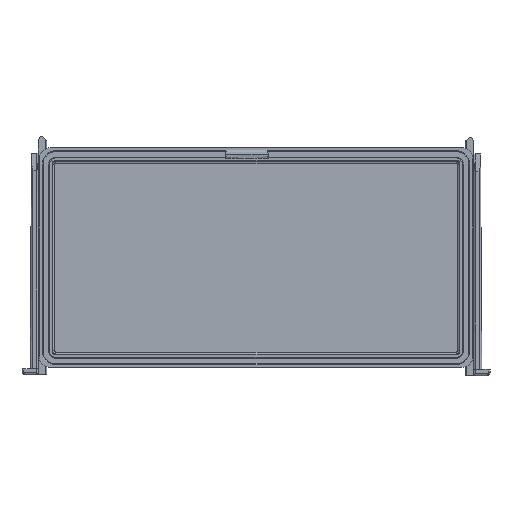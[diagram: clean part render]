
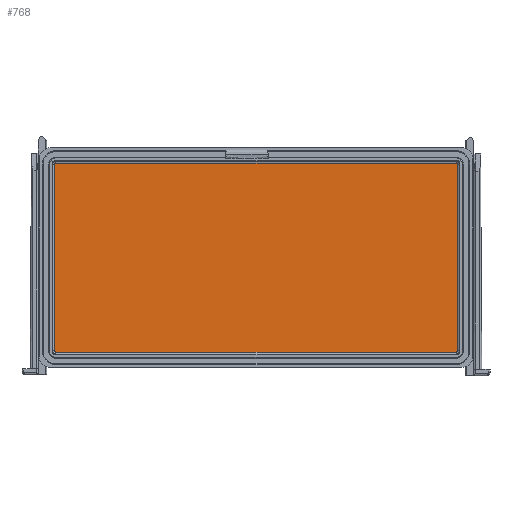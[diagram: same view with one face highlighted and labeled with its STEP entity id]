
A CAD part, front view. The second image highlights one B-rep face of the part: STEP entity #768.
In plain terms, the highlighted planar face has unit normal (0, -1, 0).
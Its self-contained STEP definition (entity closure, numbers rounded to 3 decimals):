
#768 = ADVANCED_FACE ( 'NONE', ( #5929 ), #5991, .T. ) ;
#986 = ORIENTED_EDGE ( 'NONE', *, *, #1018, .T. ) ;
#996 = ORIENTED_EDGE ( 'NONE', *, *, #997, .T. ) ;
#997 = EDGE_CURVE ( 'NONE', #1002, #998, #3992, .T. ) ;
#998 = VERTEX_POINT ( 'NONE', #3994 ) ;
#999 = EDGE_LOOP ( 'NONE', ( #1026, #986, #1191, #1060, #1000, #996, #1061, #1014 ) ) ;
#1000 = ORIENTED_EDGE ( 'NONE', *, *, #1001, .T. ) ;
#1001 = EDGE_CURVE ( 'NONE', #1193, #1002, #3993, .T. ) ;
#1002 = VERTEX_POINT ( 'NONE', #3984 ) ;
#1014 = ORIENTED_EDGE ( 'NONE', *, *, #1015, .T. ) ;
#1015 = EDGE_CURVE ( 'NONE', #1063, #1037, #4095, .T. ) ;
#1018 = EDGE_CURVE ( 'NONE', #1052, #1038, #4183, .T. ) ;
#1026 = ORIENTED_EDGE ( 'NONE', *, *, #1036, .T. ) ;
#1031 = VERTEX_POINT ( 'NONE', #4155 ) ;
#1036 = EDGE_CURVE ( 'NONE', #1037, #1052, #4144, .T. ) ;
#1037 = VERTEX_POINT ( 'NONE', #4140 ) ;
#1038 = VERTEX_POINT ( 'NONE', #4139 ) ;
#1048 = EDGE_CURVE ( 'NONE', #1031, #1193, #4116, .T. ) ;
#1052 = VERTEX_POINT ( 'NONE', #4106 ) ;
#1060 = ORIENTED_EDGE ( 'NONE', *, *, #1048, .T. ) ;
#1061 = ORIENTED_EDGE ( 'NONE', *, *, #1062, .T. ) ;
#1062 = EDGE_CURVE ( 'NONE', #998, #1063, #4198, .T. ) ;
#1063 = VERTEX_POINT ( 'NONE', #4194 ) ;
#1191 = ORIENTED_EDGE ( 'NONE', *, *, #1192, .T. ) ;
#1192 = EDGE_CURVE ( 'NONE', #1038, #1031, #4491, .T. ) ;
#1193 = VERTEX_POINT ( 'NONE', #4485 ) ;
#3984 = CARTESIAN_POINT ( 'NONE',  ( -92.454, 12., -42.904 ) ) ;
#3985 = DIRECTION ( 'NONE',  ( 0., 0., -1. ) ) ;
#3986 = VECTOR ( 'NONE', #3985, 1000. ) ;
#3987 = CARTESIAN_POINT ( 'NONE',  ( -92.454, 12., -44.5 ) ) ;
#3988 = CARTESIAN_POINT ( 'NONE',  ( -91.954, 12., -43.404 ) ) ;
#3989 = CARTESIAN_POINT ( 'NONE',  ( -92.247, 12., -43.404 ) ) ;
#3990 = CARTESIAN_POINT ( 'NONE',  ( -92.454, 12., -43.197 ) ) ;
#3991 = CARTESIAN_POINT ( 'NONE',  ( -92.454, 12., -42.904 ) ) ;
#3992 =( BOUNDED_CURVE ( )  B_SPLINE_CURVE ( 3, ( #3991, #3990, #3989, #3988 ),
 .UNSPECIFIED., .F., .T. ) 
 B_SPLINE_CURVE_WITH_KNOTS ( ( 4, 4 ),
 ( 2.356, 3.927 ),
 .UNSPECIFIED. ) 
 CURVE ( )  GEOMETRIC_REPRESENTATION_ITEM ( )  RATIONAL_B_SPLINE_CURVE ( ( 1., 0.805, 0.805, 1. ) ) 
 REPRESENTATION_ITEM ( '' )  );
#3993 = LINE ( 'NONE', #3987, #3986 ) ;
#3994 = CARTESIAN_POINT ( 'NONE',  ( -91.954, 12., -43.404 ) ) ;
#4091 = CARTESIAN_POINT ( 'NONE',  ( 92.454, 12., -42.904 ) ) ;
#4092 = CARTESIAN_POINT ( 'NONE',  ( 92.454, 12., -43.197 ) ) ;
#4093 = CARTESIAN_POINT ( 'NONE',  ( 92.247, 12., -43.404 ) ) ;
#4094 = CARTESIAN_POINT ( 'NONE',  ( 91.954, 12., -43.404 ) ) ;
#4095 =( BOUNDED_CURVE ( )  B_SPLINE_CURVE ( 3, ( #4094, #4093, #4092, #4091 ),
 .UNSPECIFIED., .F., .T. ) 
 B_SPLINE_CURVE_WITH_KNOTS ( ( 4, 4 ),
 ( 2.356, 3.927 ),
 .UNSPECIFIED. ) 
 CURVE ( )  GEOMETRIC_REPRESENTATION_ITEM ( )  RATIONAL_B_SPLINE_CURVE ( ( 1., 0.805, 0.805, 1. ) ) 
 REPRESENTATION_ITEM ( '' )  );
#4106 = CARTESIAN_POINT ( 'NONE',  ( 92.454, 12., 42.904 ) ) ;
#4112 = CARTESIAN_POINT ( 'NONE',  ( -92.454, 12., 42.904 ) ) ;
#4113 = CARTESIAN_POINT ( 'NONE',  ( -92.454, 12., 43.197 ) ) ;
#4114 = CARTESIAN_POINT ( 'NONE',  ( -92.247, 12., 43.404 ) ) ;
#4115 = CARTESIAN_POINT ( 'NONE',  ( -91.954, 12., 43.404 ) ) ;
#4116 =( BOUNDED_CURVE ( )  B_SPLINE_CURVE ( 3, ( #4115, #4114, #4113, #4112 ),
 .UNSPECIFIED., .F., .T. ) 
 B_SPLINE_CURVE_WITH_KNOTS ( ( 4, 4 ),
 ( 2.356, 3.927 ),
 .UNSPECIFIED. ) 
 CURVE ( )  GEOMETRIC_REPRESENTATION_ITEM ( )  RATIONAL_B_SPLINE_CURVE ( ( 1., 0.805, 0.805, 1. ) ) 
 REPRESENTATION_ITEM ( '' )  );
#4139 = CARTESIAN_POINT ( 'NONE',  ( 91.954, 12., 43.404 ) ) ;
#4140 = CARTESIAN_POINT ( 'NONE',  ( 92.454, 12., -42.904 ) ) ;
#4141 = DIRECTION ( 'NONE',  ( 0., 0., 1. ) ) ;
#4142 = VECTOR ( 'NONE', #4141, 1000. ) ;
#4143 = CARTESIAN_POINT ( 'NONE',  ( 92.454, 12., -44.5 ) ) ;
#4144 = LINE ( 'NONE', #4143, #4142 ) ;
#4155 = CARTESIAN_POINT ( 'NONE',  ( -91.954, 12., 43.404 ) ) ;
#4179 = CARTESIAN_POINT ( 'NONE',  ( 91.954, 12., 43.404 ) ) ;
#4180 = CARTESIAN_POINT ( 'NONE',  ( 92.247, 12., 43.404 ) ) ;
#4181 = CARTESIAN_POINT ( 'NONE',  ( 92.454, 12., 43.197 ) ) ;
#4182 = CARTESIAN_POINT ( 'NONE',  ( 92.454, 12., 42.904 ) ) ;
#4183 =( BOUNDED_CURVE ( )  B_SPLINE_CURVE ( 3, ( #4182, #4181, #4180, #4179 ),
 .UNSPECIFIED., .F., .T. ) 
 B_SPLINE_CURVE_WITH_KNOTS ( ( 4, 4 ),
 ( 2.356, 3.927 ),
 .UNSPECIFIED. ) 
 CURVE ( )  GEOMETRIC_REPRESENTATION_ITEM ( )  RATIONAL_B_SPLINE_CURVE ( ( 1., 0.805, 0.805, 1. ) ) 
 REPRESENTATION_ITEM ( '' )  );
#4194 = CARTESIAN_POINT ( 'NONE',  ( 91.954, 12., -43.404 ) ) ;
#4195 = DIRECTION ( 'NONE',  ( 1., 0., 0. ) ) ;
#4196 = VECTOR ( 'NONE', #4195, 1000. ) ;
#4197 = CARTESIAN_POINT ( 'NONE',  ( -93.55, 12., -43.404 ) ) ;
#4198 = LINE ( 'NONE', #4197, #4196 ) ;
#4485 = CARTESIAN_POINT ( 'NONE',  ( -92.454, 12., 42.904 ) ) ;
#4488 = DIRECTION ( 'NONE',  ( -1., 0., 0. ) ) ;
#4489 = VECTOR ( 'NONE', #4488, 1000. ) ;
#4490 = CARTESIAN_POINT ( 'NONE',  ( -93.55, 12., 43.404 ) ) ;
#4491 = LINE ( 'NONE', #4490, #4489 ) ;
#5929 = FACE_OUTER_BOUND ( 'NONE', #999, .T. ) ;
#5987 = DIRECTION ( 'NONE',  ( 0., 0., -1. ) ) ;
#5988 = DIRECTION ( 'NONE',  ( 0., -1., 0. ) ) ;
#5989 = CARTESIAN_POINT ( 'NONE',  ( -93.55, 12., -44.5 ) ) ;
#5990 = AXIS2_PLACEMENT_3D ( 'NONE', #5989, #5988, #5987 ) ;
#5991 = PLANE ( 'NONE',  #5990 ) ;
